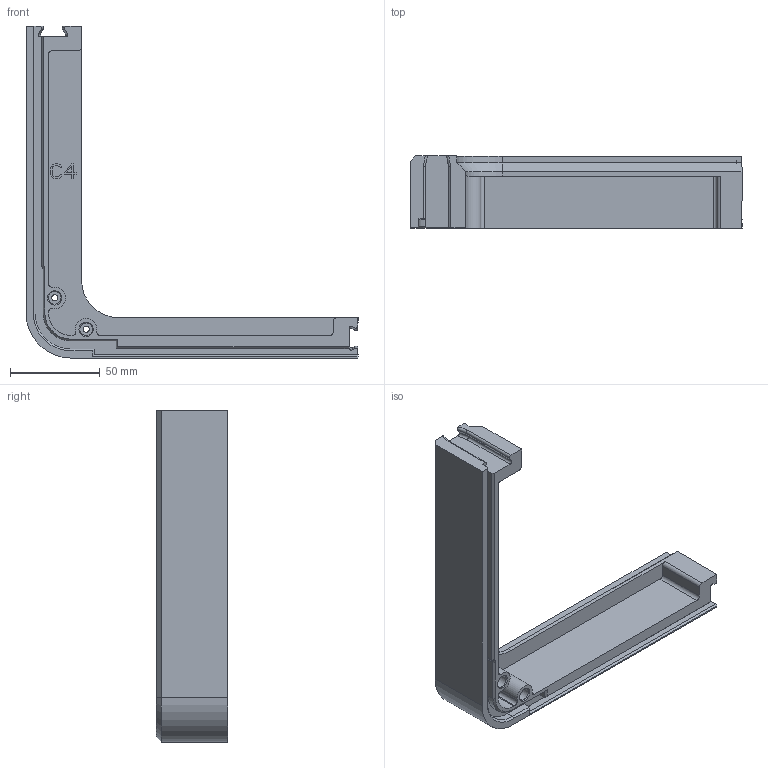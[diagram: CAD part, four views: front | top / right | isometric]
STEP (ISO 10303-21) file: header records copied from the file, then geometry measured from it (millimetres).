
FILE_DESCRIPTION(/* description */ ('STEP AP214'),/* implementation_level */ '2;1');
FILE_NAME(/* name */ 'C4.step',/* time_stamp */ '2025-08-20T09:01:06+05:00',/* author */ (''),/* organization */ (''),/* preprocessor_version */ 'ST-DEVELOPER v20.1',/* originating_system */ 'Autodesk Translation Framework v14.10.0.0',/* authorisation */ '');
FILE_SCHEMA (('AUTOMOTIVE_DESIGN { 1 0 10303 214 3 1 1 }'));
Length unit declared in the file: millimetre
Products named in the file (1): C4
Bounding box: 184.8 x 40 x 184.8 mm (x, y, z)
Volume: 218444.6 mm3; surface area: 52811.4 mm2
Topology: 1 solids, 1 shells, 161 faces, 455 edges, 301 vertices
Faces by surface type: plane 111, cylinder 40, cone 10
Full cylindrical faces by diameter (mm): 3.5 x2, 6 x2, 7 x2
Entity records: 5501 total; most frequent: CARTESIAN_POINT 1210, ORIENTED_EDGE 910, DIRECTION 853, EDGE_CURVE 455, LINE 369, VECTOR 369, VERTEX_POINT 301, AXIS2_PLACEMENT_3D 242
